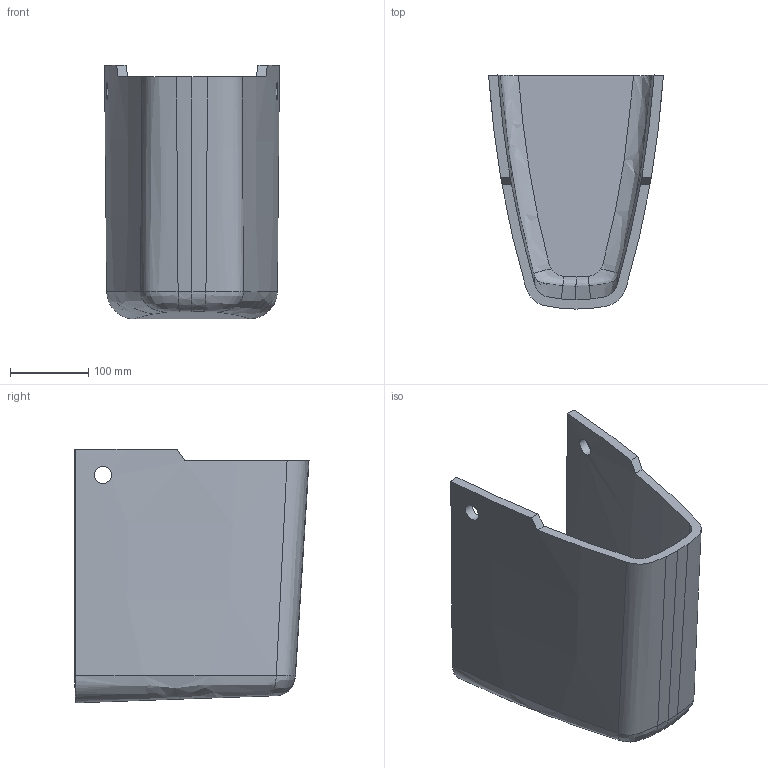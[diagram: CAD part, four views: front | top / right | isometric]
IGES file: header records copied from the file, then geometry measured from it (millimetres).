
Global section: file name: 292110000; native system: Autodesk Inventor 2018; preprocessor: unknown; author: Janan; date: 20220228.152457; units: millimetre
Bounding box: 224.1 x 299.98 x 325.11 mm (x, y, z)
Volume: 2904506 mm3; surface area: 504077.8 mm2
Topology: 1 solids, 1 shells, 38 faces, 98 edges, 62 vertices
Faces by surface type: bspline 38
